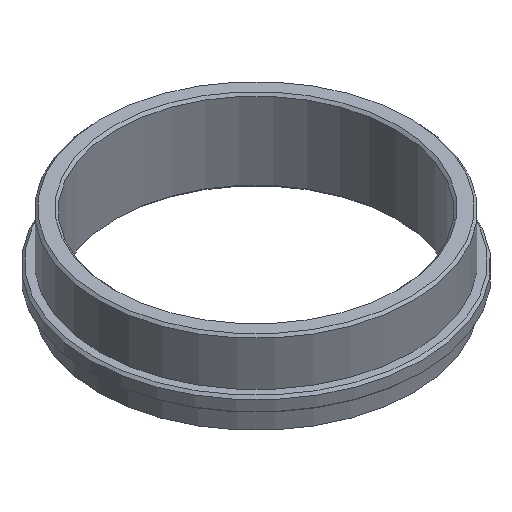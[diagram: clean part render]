
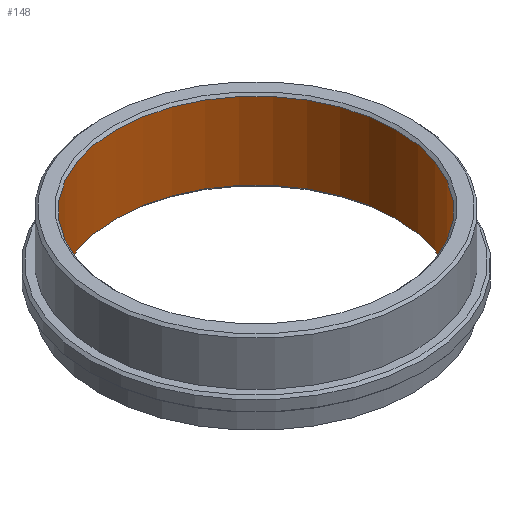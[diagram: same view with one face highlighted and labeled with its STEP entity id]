
A CAD part, isometric view. The second image highlights one B-rep face of the part: STEP entity #148.
In plain terms, the highlighted cylindrical face has radius 12 mm (diameter 24 mm), a full revolution.
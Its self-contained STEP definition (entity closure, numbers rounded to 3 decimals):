
#19=CYLINDRICAL_SURFACE('',#170,12.);
#27=FACE_BOUND('',#57,.T.);
#41=FACE_OUTER_BOUND('',#56,.T.);
#56=EDGE_LOOP('',(#121));
#57=EDGE_LOOP('',(#122));
#78=CIRCLE('',#168,12.);
#80=CIRCLE('',#171,12.);
#91=VERTEX_POINT('',#253);
#93=VERTEX_POINT('',#258);
#104=EDGE_CURVE('',#91,#91,#78,.T.);
#106=EDGE_CURVE('',#93,#93,#80,.T.);
#121=ORIENTED_EDGE('',*,*,#106,.F.);
#122=ORIENTED_EDGE('',*,*,#104,.F.);
#148=ADVANCED_FACE('',(#41,#27),#19,.F.);
#168=AXIS2_PLACEMENT_3D('',#254,#204,#205);
#170=AXIS2_PLACEMENT_3D('',#257,#208,#209);
#171=AXIS2_PLACEMENT_3D('',#259,#210,#211);
#204=DIRECTION('center_axis',(0.,0.,1.));
#205=DIRECTION('ref_axis',(-1.,0.,0.));
#208=DIRECTION('center_axis',(0.,0.,-1.));
#209=DIRECTION('ref_axis',(-1.,0.,0.));
#210=DIRECTION('center_axis',(0.,0.,-1.));
#211=DIRECTION('ref_axis',(-1.,0.,0.));
#253=CARTESIAN_POINT('',(12.,0.,0.2));
#254=CARTESIAN_POINT('Origin',(0.,0.,0.2));
#257=CARTESIAN_POINT('Origin',(0.,0.,7.));
#258=CARTESIAN_POINT('',(12.,0.,6.8));
#259=CARTESIAN_POINT('Origin',(0.,0.,6.8));
